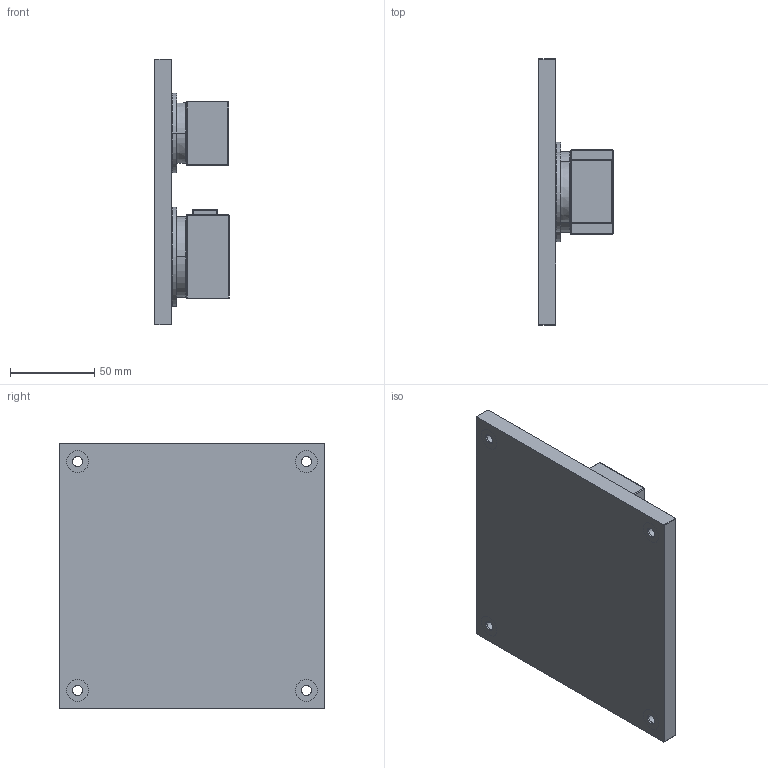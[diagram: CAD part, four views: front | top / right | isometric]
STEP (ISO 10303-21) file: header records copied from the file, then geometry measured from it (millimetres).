
FILE_DESCRIPTION(/* description */ ('AP214 STEP file'),/* implementation_level */ '2;1');
FILE_NAME(/* name */ '1047480000__out.stp',/* time_stamp */ '2025-08-05T05:01:55+02:00',/* author */ (''),/* organization */ (''),/* preprocessor_version */ 'ST-DEVELOPER v18.1',/* originating_system */ 'Elysium Co. Ltd. STEP Translator v8.3.0.0',/* authorisation */ '');
FILE_SCHEMA (('AUTOMOTIVE_DESIGN { 1 0 10303 214 3 1 1 }'));
Products named in the file (1): 1047480000__extract
Bounding box: 44.08 x 158 x 158 mm (x, y, z)
Volume: 307166.3 mm3; surface area: 97362.7 mm2
Topology: 4 solids, 4 shells, 3613 faces, 9046 edges, 5237 vertices
Faces by surface type: cylinder 1263, bspline 845, plane 702, torus 310, cone 255, sphere 238
Entity records: 137604 total; most frequent: CARTESIAN_POINT 38405, ORIENTED_EDGE 17734, EDGE_CURVE 8867, STYLED_ITEM 7226, AXIS2_PLACEMENT_3D 5693, VERTEX_POINT 5237, DIRECTION 3991, EDGE_LOOP 3659
